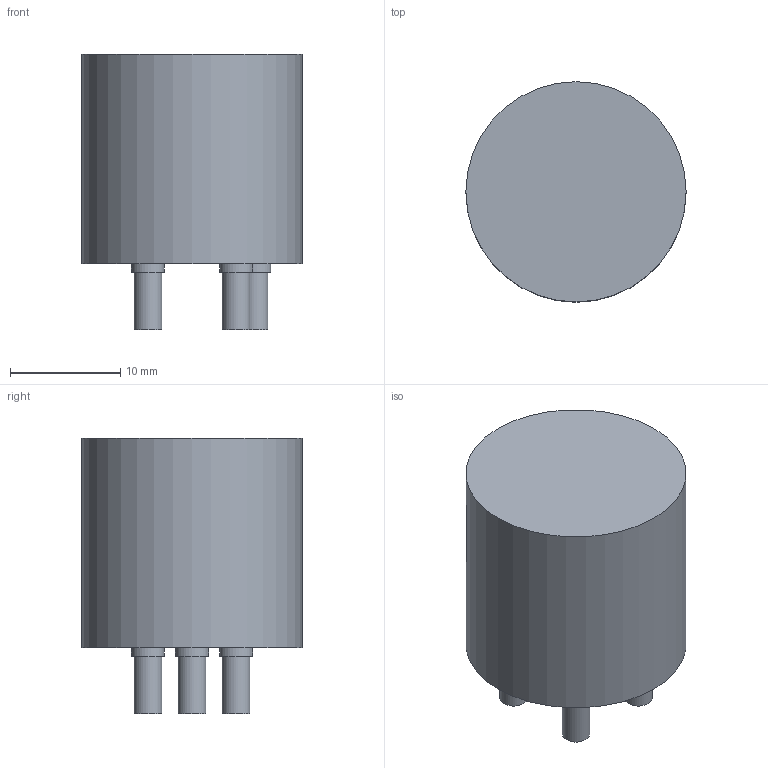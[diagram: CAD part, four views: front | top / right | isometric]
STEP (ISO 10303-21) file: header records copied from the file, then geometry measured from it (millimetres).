
FILE_DESCRIPTION(/* description */ (''),/* implementation_level */ '2;1');
FILE_NAME(/* name */ 'flux capacitor v2.step',/* time_stamp */ '2022-10-06T21:23:34-02:30',/* author */ (''),/* organization */ (''),/* preprocessor_version */ 'ST-DEVELOPER v19',/* originating_system */ 'Autodesk Translation Framework v11.7.0.108',/* authorisation */ '');
FILE_SCHEMA (('AUTOMOTIVE_DESIGN { 1 0 10303 214 3 1 1 }'));
Length unit declared in the file: millimetre
Products named in the file (1): flux capacitor
Bounding box: 20 x 20 x 25 mm (x, y, z)
Volume: 6124.9 mm3; surface area: 2064 mm2
Topology: 1 solids, 1 shells, 23 faces, 33 edges, 22 vertices
Faces by surface type: plane 12, cylinder 11
Full cylindrical faces by diameter (mm): 2.5 x5, 3 x5, 20 x1
Entity records: 542 total; most frequent: DIRECTION 103, CARTESIAN_POINT 79, ORIENTED_EDGE 66, AXIS2_PLACEMENT_3D 46, EDGE_LOOP 33, EDGE_CURVE 33, FACE_OUTER_BOUND 23, ADVANCED_FACE 23
